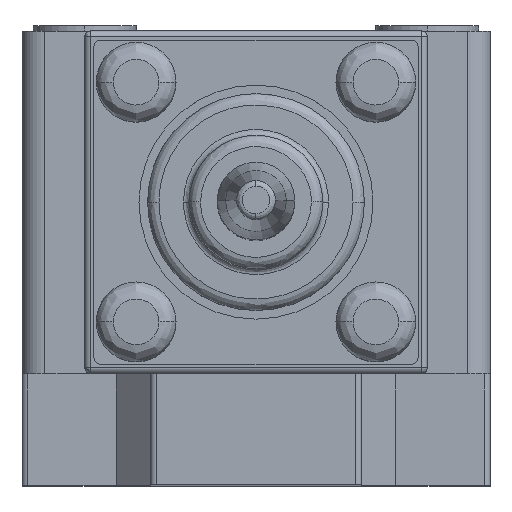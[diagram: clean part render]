
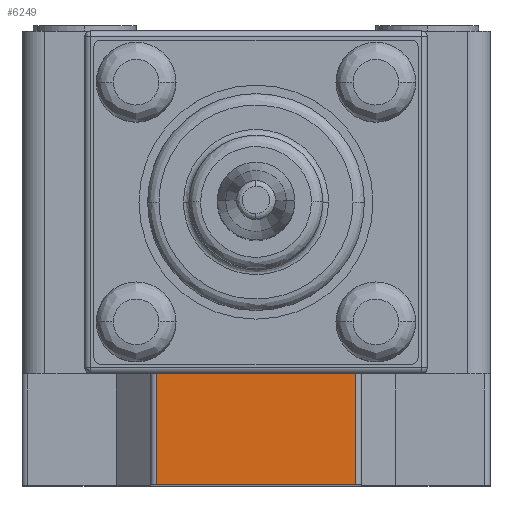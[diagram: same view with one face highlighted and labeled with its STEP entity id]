
A CAD part, top view. The second image highlights one B-rep face of the part: STEP entity #6249.
In plain terms, the highlighted planar face has unit normal (0, 0, 1).
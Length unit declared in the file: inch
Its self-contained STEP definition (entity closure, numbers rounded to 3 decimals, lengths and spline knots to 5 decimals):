
#296 = LINE ( 'NONE', #7930, #3926 ) ;
#393 = VECTOR ( 'NONE', #3303, 39.37008 ) ;
#419 = CARTESIAN_POINT ( 'NONE',  ( -0.34449, -1.58465, 0.21654 ) ) ;
#1027 = ORIENTED_EDGE ( 'NONE', *, *, #6615, .F. ) ;
#1233 = ORIENTED_EDGE ( 'NONE', *, *, #8882, .T. ) ;
#1725 = CARTESIAN_POINT ( 'NONE',  ( 0.34449, -1.20079, 0.21654 ) ) ;
#1914 = EDGE_CURVE ( 'NONE', #8286, #9021, #4775, .T. ) ;
#2059 = PLANE ( 'NONE',  #8622 ) ;
#2454 = CARTESIAN_POINT ( 'NONE',  ( -0.34449, -0.01969, 0.21654 ) ) ;
#2659 = CARTESIAN_POINT ( 'NONE',  ( -0.34449, -1.20079, 0.21654 ) ) ;
#2849 = CARTESIAN_POINT ( 'NONE',  ( 0., -1.58465, 0.21654 ) ) ;
#3303 = DIRECTION ( 'NONE',  ( 0., -1., 0. ) ) ;
#3610 = DIRECTION ( 'NONE',  ( 0., 0., 1. ) ) ;
#3926 = VECTOR ( 'NONE', #9437, 39.37008 ) ;
#4394 = EDGE_LOOP ( 'NONE', ( #1233, #1027, #5794, #6322 ) ) ;
#4530 = VECTOR ( 'NONE', #5201, 39.37008 ) ;
#4639 = VERTEX_POINT ( 'NONE', #1725 ) ;
#4731 = EDGE_CURVE ( 'NONE', #7425, #9021, #6913, .T. ) ;
#4775 = LINE ( 'NONE', #2849, #4530 ) ;
#5201 = DIRECTION ( 'NONE',  ( -1., 0., 0. ) ) ;
#5794 = ORIENTED_EDGE ( 'NONE', *, *, #4731, .T. ) ;
#6249 = ADVANCED_FACE ( 'NONE', ( #6512 ), #2059, .T. ) ;
#6322 = ORIENTED_EDGE ( 'NONE', *, *, #1914, .F. ) ;
#6481 = LINE ( 'NONE', #7034, #6840 ) ;
#6505 = CARTESIAN_POINT ( 'NONE',  ( 0.34449, -1.58465, 0.21654 ) ) ;
#6512 = FACE_OUTER_BOUND ( 'NONE', #4394, .T. ) ;
#6613 = CARTESIAN_POINT ( 'NONE',  ( -0.80709, -0.01969, 0.21654 ) ) ;
#6615 = EDGE_CURVE ( 'NONE', #7425, #4639, #6481, .T. ) ;
#6840 = VECTOR ( 'NONE', #6973, 39.37008 ) ;
#6913 = LINE ( 'NONE', #2454, #393 ) ;
#6973 = DIRECTION ( 'NONE',  ( 1., 0., 0. ) ) ;
#7034 = CARTESIAN_POINT ( 'NONE',  ( 0., -1.20079, 0.21654 ) ) ;
#7356 = DIRECTION ( 'NONE',  ( 1., 0., 0. ) ) ;
#7425 = VERTEX_POINT ( 'NONE', #2659 ) ;
#7930 = CARTESIAN_POINT ( 'NONE',  ( 0.34449, -0.01969, 0.21654 ) ) ;
#8286 = VERTEX_POINT ( 'NONE', #6505 ) ;
#8622 = AXIS2_PLACEMENT_3D ( 'NONE', #6613, #3610, #7356 ) ;
#8882 = EDGE_CURVE ( 'NONE', #8286, #4639, #296, .T. ) ;
#9021 = VERTEX_POINT ( 'NONE', #419 ) ;
#9437 = DIRECTION ( 'NONE',  ( 0., 1., 0. ) ) ;
